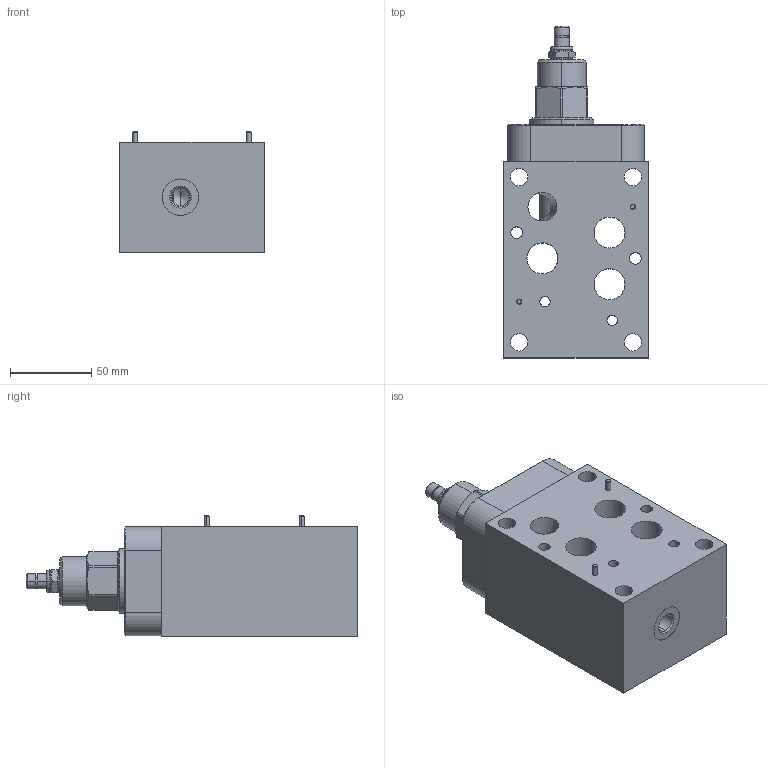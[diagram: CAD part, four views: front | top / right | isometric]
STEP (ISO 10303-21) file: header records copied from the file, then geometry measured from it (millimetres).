
FILE_DESCRIPTION((''),'2;1');
FILE_NAME('RVGALAN-CKQ-M_ASM','2024-02-06T',('ProEService'),(''),'PRO/ENGINEER BY PARAMETRIC TECHNOLOGY CORPORATION, 2014200','PRO/ENGINEER BY PARAMETRIC TECHNOLOGY CORPORATION, 2014200','');
FILE_SCHEMA(('CONFIG_CONTROL_DESIGN'));
Length unit declared in the file: inch
Products named in the file (8): 151-123-003; RVGALAN; 811-001-006; 330-018-002; 500-001-111; 500-001-118; 700-006; RVGALAN-CKQ-M_ASM
Assembly tree (12 placements, depth 2):
  RVGALAN-CKQ-M_ASM
    151-123-003
    RVGALAN
    811-001-006  x2
    330-018-002
    500-001-111  x2
    500-001-118  x4
    700-006
Bounding box: 88.9 x 203.99 x 74.02 mm (x, y, z)
Volume: 752885.4 mm3; surface area: 118486.7 mm2
Topology: 8 solids, 8 shells, 388 faces, 1119 edges, 871 vertices
Faces by surface type: cylinder 143, plane 112, cone 91, torus 28, revolution 12, sphere 2
Entity records: 14502 total; most frequent: CARTESIAN_POINT 4548, DIRECTION 2169, ORIENTED_EDGE 1798, EDGE_CURVE 899, AXIS2_PLACEMENT_3D 823, VERTEX_POINT 566, VECTOR 511, LINE 511
